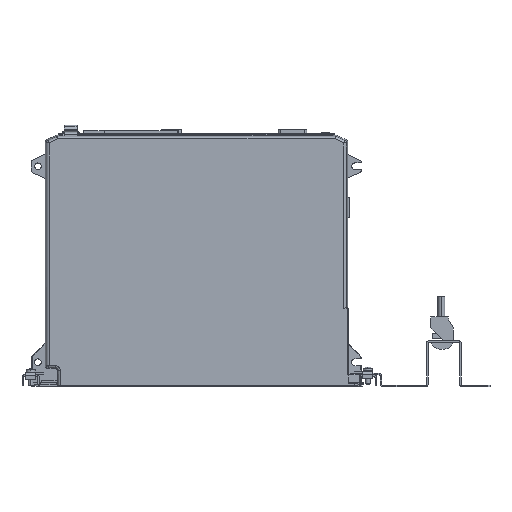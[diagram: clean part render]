
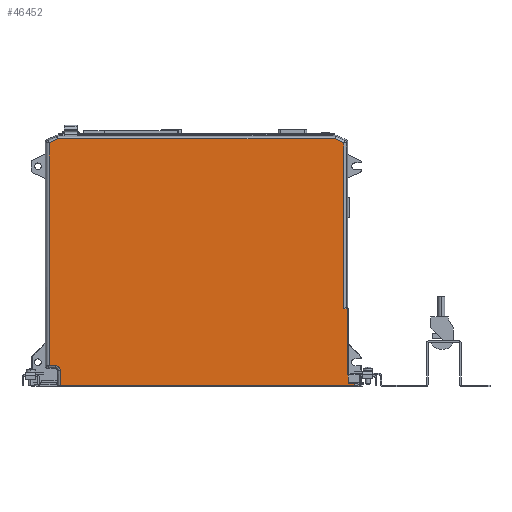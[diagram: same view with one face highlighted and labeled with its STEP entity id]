
A CAD part, left-side view. The second image highlights one B-rep face of the part: STEP entity #46452.
In plain terms, the highlighted planar face has unit normal (-1, 0, 0).
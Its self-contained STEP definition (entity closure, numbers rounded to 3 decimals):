
#1332 = ORIENTED_EDGE ( 'NONE', *, *, #32399, .F. ) ;
#1477 = LINE ( 'NONE', #22600, #44943 ) ;
#2633 = ORIENTED_EDGE ( 'NONE', *, *, #29299, .F. ) ;
#4934 = LINE ( 'NONE', #38076, #8510 ) ;
#5149 = AXIS2_PLACEMENT_3D ( 'NONE', #8025, #11591, #37410 ) ;
#6584 = CARTESIAN_POINT ( 'NONE',  ( -24.5, -256.126, 214.665 ) ) ;
#6743 = DIRECTION ( 'NONE',  ( 0., -1., 0. ) ) ;
#7045 = DIRECTION ( 'NONE',  ( 0., 1., 0. ) ) ;
#8025 = CARTESIAN_POINT ( 'NONE',  ( -24.5, -273.331, 214.665 ) ) ;
#8136 = CARTESIAN_POINT ( 'NONE',  ( -24.5, -266.5, 107.557 ) ) ;
#8162 = EDGE_CURVE ( 'NONE', #38018, #36424, #27022, .T. ) ;
#8510 = VECTOR ( 'NONE', #22957, 1000. ) ;
#8836 = VERTEX_POINT ( 'NONE', #20388 ) ;
#8949 = CARTESIAN_POINT ( 'NONE',  ( -24.5, -263.581, 211.188 ) ) ;
#10222 = ORIENTED_EDGE ( 'NONE', *, *, #41090, .F. ) ;
#10953 = CARTESIAN_POINT ( 'NONE',  ( -24.5, -17.811, 107.557 ) ) ;
#11088 = VERTEX_POINT ( 'NONE', #34176 ) ;
#11572 = DIRECTION ( 'NONE',  ( 0., 0., -1. ) ) ;
#11591 = DIRECTION ( 'NONE',  ( 1., 0., 0. ) ) ;
#11687 = VERTEX_POINT ( 'NONE', #43779 ) ;
#11694 = DIRECTION ( 'NONE',  ( 0., -1., 0. ) ) ;
#12286 = EDGE_CURVE ( 'NONE', #18659, #11088, #16671, .T. ) ;
#12987 = ORIENTED_EDGE ( 'NONE', *, *, #35793, .T. ) ;
#13298 = DIRECTION ( 'NONE',  ( 0., -1., 0. ) ) ;
#13314 = VECTOR ( 'NONE', #43854, 1000. ) ;
#13356 = CARTESIAN_POINT ( 'NONE',  ( -24.5, -15.374, 214.665 ) ) ;
#13452 = VERTEX_POINT ( 'NONE', #36644 ) ;
#14633 = VECTOR ( 'NONE', #7045, 1000. ) ;
#14658 = CARTESIAN_POINT ( 'NONE',  ( -24.5, -267.5, 3.7 ) ) ;
#14677 = VECTOR ( 'NONE', #30141, 1000. ) ;
#14800 = ORIENTED_EDGE ( 'NONE', *, *, #22937, .F. ) ;
#15224 = EDGE_CURVE ( 'NONE', #11088, #11687, #19490, .T. ) ;
#15372 = LINE ( 'NONE', #8949, #26207 ) ;
#15385 = CARTESIAN_POINT ( 'NONE',  ( -24.5, -268.5, 2.7 ) ) ;
#15696 = CARTESIAN_POINT ( 'NONE',  ( -24.5, -7.176, 18.448 ) ) ;
#16671 =( BOUNDED_CURVE ( )  B_SPLINE_CURVE ( 3, ( #24012, #38432, #20451, #17587 ),
 .UNSPECIFIED., .F., .T. ) 
 B_SPLINE_CURVE_WITH_KNOTS ( ( 4, 4 ),
 ( 0., 1. ),
 .UNSPECIFIED. ) 
 CURVE ( )  GEOMETRIC_REPRESENTATION_ITEM ( )  RATIONAL_B_SPLINE_CURVE ( ( 1., 0.819, 0.819, 1. ) ) 
 REPRESENTATION_ITEM ( '' )  );
#16691 = EDGE_CURVE ( 'NONE', #8836, #26147, #31536, .T. ) ;
#17252 = LINE ( 'NONE', #28376, #31488 ) ;
#17274 = VERTEX_POINT ( 'NONE', #44623 ) ;
#17587 = CARTESIAN_POINT ( 'NONE',  ( -24.5, -13.575, 18.057 ) ) ;
#17908 = LINE ( 'NONE', #23922, #40519 ) ;
#18349 = DIRECTION ( 'NONE',  ( 0., 0., -1. ) ) ;
#18659 = VERTEX_POINT ( 'NONE', #33224 ) ;
#19490 = LINE ( 'NONE', #15696, #14677 ) ;
#19754 = DIRECTION ( 'NONE',  ( 0., 0., -1. ) ) ;
#19912 = DIRECTION ( 'NONE',  ( 0., 0., -1. ) ) ;
#20142 = ORIENTED_EDGE ( 'NONE', *, *, #8162, .F. ) ;
#20388 = CARTESIAN_POINT ( 'NONE',  ( -24.5, -267.5, 9.941 ) ) ;
#20451 = CARTESIAN_POINT ( 'NONE',  ( -24.5, -16.087, 17.903 ) ) ;
#21073 = ORIENTED_EDGE ( 'NONE', *, *, #29443, .F. ) ;
#21337 = VECTOR ( 'NONE', #19754, 1000. ) ;
#21556 = CARTESIAN_POINT ( 'NONE',  ( -24.5, -267.5, 3.114 ) ) ;
#22332 = LINE ( 'NONE', #10953, #13314 ) ;
#22431 = ORIENTED_EDGE ( 'NONE', *, *, #30512, .T. ) ;
#22600 = CARTESIAN_POINT ( 'NONE',  ( -24.5, -140.625, 2.7 ) ) ;
#22641 = VERTEX_POINT ( 'NONE', #6584 ) ;
#22937 = EDGE_CURVE ( 'NONE', #42582, #38062, #43528, .T. ) ;
#22957 = DIRECTION ( 'NONE',  ( 0., -0.906, 0.423 ) ) ;
#23319 = LINE ( 'NONE', #27562, #21337 ) ;
#23922 = CARTESIAN_POINT ( 'NONE',  ( -24.5, -140.625, 214.665 ) ) ;
#24012 = CARTESIAN_POINT ( 'NONE',  ( -24.5, -17.811, 13.554 ) ) ;
#24828 = CARTESIAN_POINT ( 'NONE',  ( -24.5, -266.5, 67.348 ) ) ;
#24979 = CARTESIAN_POINT ( 'NONE',  ( -24.5, -273.331, 0.45 ) ) ;
#25572 = CARTESIAN_POINT ( 'NONE',  ( -24.5, -268.5, 2.7 ) ) ;
#25920 = LINE ( 'NONE', #8136, #38162 ) ;
#26147 = VERTEX_POINT ( 'NONE', #37750 ) ;
#26207 = VECTOR ( 'NONE', #45195, 1000. ) ;
#26889 = VECTOR ( 'NONE', #13298, 1000. ) ;
#27022 = LINE ( 'NONE', #40968, #44066 ) ;
#27562 = CARTESIAN_POINT ( 'NONE',  ( -24.5, -7.919, 113.863 ) ) ;
#28376 = CARTESIAN_POINT ( 'NONE',  ( -24.5, -267.246, 9.955 ) ) ;
#28652 = DIRECTION ( 'NONE',  ( 0., 0., -1. ) ) ;
#29095 = ORIENTED_EDGE ( 'NONE', *, *, #32763, .F. ) ;
#29299 = EDGE_CURVE ( 'NONE', #13452, #42582, #36919, .T. ) ;
#29386 = ORIENTED_EDGE ( 'NONE', *, *, #36294, .F. ) ;
#29443 = EDGE_CURVE ( 'NONE', #17274, #31375, #4934, .T. ) ;
#29727 = EDGE_CURVE ( 'NONE', #38062, #18659, #22332, .T. ) ;
#29823 = CARTESIAN_POINT ( 'NONE',  ( -24.5, -263.581, 67.348 ) ) ;
#30141 = DIRECTION ( 'NONE',  ( 0., 0.998, 0.061 ) ) ;
#30224 = CARTESIAN_POINT ( 'NONE',  ( -24.5, -263.581, 211.188 ) ) ;
#30393 = VERTEX_POINT ( 'NONE', #24828 ) ;
#30512 = EDGE_CURVE ( 'NONE', #8836, #44824, #17252, .T. ) ;
#31078 = ORIENTED_EDGE ( 'NONE', *, *, #38316, .F. ) ;
#31375 = VERTEX_POINT ( 'NONE', #13356 ) ;
#31488 = VECTOR ( 'NONE', #31701, 1000. ) ;
#31536 = LINE ( 'NONE', #39296, #43510 ) ;
#31669 = ORIENTED_EDGE ( 'NONE', *, *, #15224, .F. ) ;
#31701 = DIRECTION ( 'NONE',  ( 0., 0.999, 0.052 ) ) ;
#31999 = CARTESIAN_POINT ( 'NONE',  ( -24.5, -140.625, 67.348 ) ) ;
#32399 = EDGE_CURVE ( 'NONE', #36424, #30393, #45753, .T. ) ;
#32763 = EDGE_CURVE ( 'NONE', #31375, #22641, #17908, .T. ) ;
#32925 = PLANE ( 'NONE',  #5149 ) ;
#33224 = CARTESIAN_POINT ( 'NONE',  ( -24.5, -17.811, 13.554 ) ) ;
#33445 = ORIENTED_EDGE ( 'NONE', *, *, #12286, .F. ) ;
#34176 = CARTESIAN_POINT ( 'NONE',  ( -24.5, -13.575, 18.057 ) ) ;
#35793 = EDGE_CURVE ( 'NONE', #17274, #11687, #23319, .T. ) ;
#35810 = CARTESIAN_POINT ( 'NONE',  ( -24.5, -266.5, 9.994 ) ) ;
#36294 = EDGE_CURVE ( 'NONE', #26147, #37453, #44383, .T. ) ;
#36424 = VERTEX_POINT ( 'NONE', #29823 ) ;
#36644 = CARTESIAN_POINT ( 'NONE',  ( -24.5, -273.331, 2.7 ) ) ;
#36919 = LINE ( 'NONE', #39768, #43293 ) ;
#37410 = DIRECTION ( 'NONE',  ( 0., 0., -1. ) ) ;
#37453 = VERTEX_POINT ( 'NONE', #15385 ) ;
#37750 = CARTESIAN_POINT ( 'NONE',  ( -24.5, -267.5, 3.7 ) ) ;
#38018 = VERTEX_POINT ( 'NONE', #30224 ) ;
#38062 = VERTEX_POINT ( 'NONE', #46855 ) ;
#38076 = CARTESIAN_POINT ( 'NONE',  ( -24.5, -15.374, 214.665 ) ) ;
#38162 = VECTOR ( 'NONE', #18349, 1000. ) ;
#38316 = EDGE_CURVE ( 'NONE', #37453, #13452, #1477, .T. ) ;
#38432 = CARTESIAN_POINT ( 'NONE',  ( -24.5, -17.811, 16.071 ) ) ;
#39296 = CARTESIAN_POINT ( 'NONE',  ( -24.5, -267.5, 107.557 ) ) ;
#39502 = CARTESIAN_POINT ( 'NONE',  ( -24.5, -140.625, 0.45 ) ) ;
#39768 = CARTESIAN_POINT ( 'NONE',  ( -24.5, -273.331, 107.557 ) ) ;
#40221 = CARTESIAN_POINT ( 'NONE',  ( -24.5, -267.914, 2.7 ) ) ;
#40519 = VECTOR ( 'NONE', #6743, 1000. ) ;
#40960 = ORIENTED_EDGE ( 'NONE', *, *, #16691, .F. ) ;
#40968 = CARTESIAN_POINT ( 'NONE',  ( -24.5, -263.581, 107.557 ) ) ;
#41090 = EDGE_CURVE ( 'NONE', #30393, #44824, #25920, .T. ) ;
#42582 = VERTEX_POINT ( 'NONE', #24979 ) ;
#43070 = EDGE_CURVE ( 'NONE', #22641, #38018, #15372, .T. ) ;
#43293 = VECTOR ( 'NONE', #11572, 1000. ) ;
#43510 = VECTOR ( 'NONE', #28652, 1000. ) ;
#43528 = LINE ( 'NONE', #39502, #14633 ) ;
#43779 = CARTESIAN_POINT ( 'NONE',  ( -24.5, -7.919, 18.403 ) ) ;
#43854 = DIRECTION ( 'NONE',  ( 0., 0., 1. ) ) ;
#44026 = FACE_OUTER_BOUND ( 'NONE', #44104, .T. ) ;
#44066 = VECTOR ( 'NONE', #19912, 1000. ) ;
#44104 = EDGE_LOOP ( 'NONE', ( #10222, #1332, #20142, #46901, #29095, #21073, #12987, #31669, #33445, #44878, #14800, #2633, #31078, #29386, #40960, #22431 ) ) ;
#44383 =( BOUNDED_CURVE ( )  B_SPLINE_CURVE ( 3, ( #14658, #21556, #40221, #25572 ),
 .UNSPECIFIED., .F., .F. ) 
 B_SPLINE_CURVE_WITH_KNOTS ( ( 4, 4 ),
 ( 0., 1. ),
 .UNSPECIFIED. ) 
 CURVE ( )  GEOMETRIC_REPRESENTATION_ITEM ( )  RATIONAL_B_SPLINE_CURVE ( ( 1., 0.805, 0.805, 1. ) ) 
 REPRESENTATION_ITEM ( '' )  );
#44623 = CARTESIAN_POINT ( 'NONE',  ( -24.5, -7.919, 211.188 ) ) ;
#44824 = VERTEX_POINT ( 'NONE', #35810 ) ;
#44878 = ORIENTED_EDGE ( 'NONE', *, *, #29727, .F. ) ;
#44943 = VECTOR ( 'NONE', #11694, 1000. ) ;
#45195 = DIRECTION ( 'NONE',  ( 0., -0.906, -0.423 ) ) ;
#45753 = LINE ( 'NONE', #31999, #26889 ) ;
#46452 = ADVANCED_FACE ( 'NONE', ( #44026 ), #32925, .F. ) ;
#46855 = CARTESIAN_POINT ( 'NONE',  ( -24.5, -17.811, 0.45 ) ) ;
#46901 = ORIENTED_EDGE ( 'NONE', *, *, #43070, .F. ) ;
